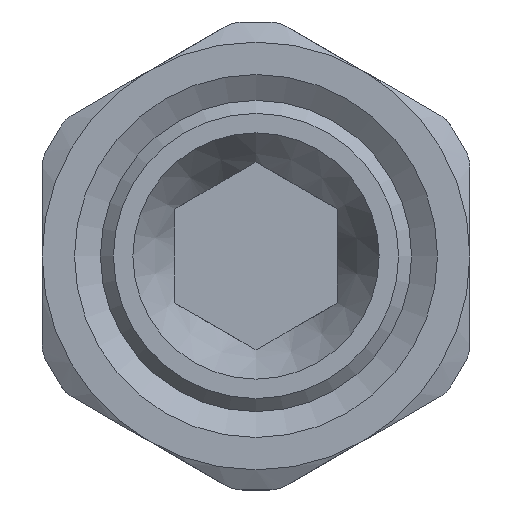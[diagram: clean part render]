
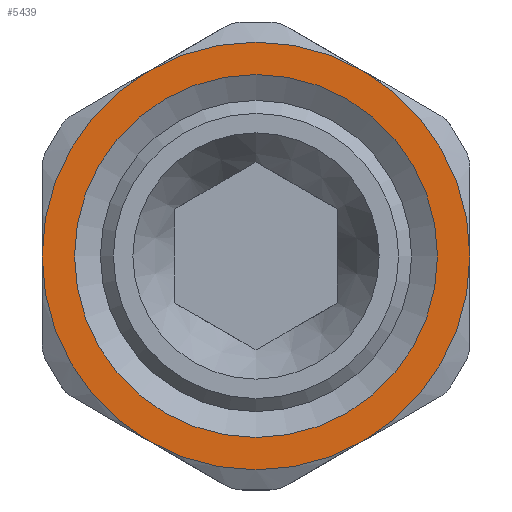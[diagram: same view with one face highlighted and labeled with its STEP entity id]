
A CAD part, front view. The second image highlights one B-rep face of the part: STEP entity #5439.
In plain terms, the highlighted planar face has unit normal (0, -1, 0).
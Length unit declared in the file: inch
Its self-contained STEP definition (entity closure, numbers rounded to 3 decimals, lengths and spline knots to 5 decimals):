
#499=FACE_BOUND('',#1200,.T.);
#560=PLANE('',#6010);
#852=FACE_OUTER_BOUND('',#1199,.T.);
#1199=EDGE_LOOP('',(#4404,#4405,#4406,#4407,#4408,#4409));
#1200=EDGE_LOOP('',(#4410));
#1914=CIRCLE('',#5955,0.7);
#1922=CIRCLE('',#5999,0.825);
#1923=CIRCLE('',#6001,0.825);
#1924=CIRCLE('',#6003,0.825);
#1925=CIRCLE('',#6005,0.825);
#1926=CIRCLE('',#6007,0.825);
#1927=CIRCLE('',#6009,0.825);
#2271=VERTEX_POINT('',#11769);
#2307=VERTEX_POINT('',#12019);
#2311=VERTEX_POINT('',#12037);
#2313=VERTEX_POINT('',#12047);
#2316=VERTEX_POINT('',#12068);
#2321=VERTEX_POINT('',#12102);
#2325=VERTEX_POINT('',#12142);
#2939=EDGE_CURVE('',#2271,#2271,#1914,.T.);
#3032=EDGE_CURVE('',#2325,#2307,#1922,.T.);
#3033=EDGE_CURVE('',#2311,#2325,#1923,.T.);
#3034=EDGE_CURVE('',#2321,#2311,#1924,.T.);
#3035=EDGE_CURVE('',#2316,#2321,#1925,.T.);
#3036=EDGE_CURVE('',#2313,#2316,#1926,.T.);
#3037=EDGE_CURVE('',#2307,#2313,#1927,.T.);
#4404=ORIENTED_EDGE('',*,*,#3034,.T.);
#4405=ORIENTED_EDGE('',*,*,#3033,.T.);
#4406=ORIENTED_EDGE('',*,*,#3032,.T.);
#4407=ORIENTED_EDGE('',*,*,#3037,.T.);
#4408=ORIENTED_EDGE('',*,*,#3036,.T.);
#4409=ORIENTED_EDGE('',*,*,#3035,.T.);
#4410=ORIENTED_EDGE('',*,*,#2939,.T.);
#5439=ADVANCED_FACE('',(#852,#499),#560,.T.);
#5955=AXIS2_PLACEMENT_3D('',#11771,#7090,#7091);
#5999=AXIS2_PLACEMENT_3D('',#12197,#7203,#7204);
#6001=AXIS2_PLACEMENT_3D('',#12199,#7207,#7208);
#6003=AXIS2_PLACEMENT_3D('',#12201,#7211,#7212);
#6005=AXIS2_PLACEMENT_3D('',#12203,#7215,#7216);
#6007=AXIS2_PLACEMENT_3D('',#12205,#7219,#7220);
#6009=AXIS2_PLACEMENT_3D('',#12207,#7223,#7224);
#6010=AXIS2_PLACEMENT_3D('',#12208,#7225,#7226);
#7090=DIRECTION('center_axis',(0.,1.,0.));
#7091=DIRECTION('ref_axis',(1.,0.,0.));
#7203=DIRECTION('center_axis',(0.,-1.,0.));
#7204=DIRECTION('ref_axis',(1.,0.,0.));
#7207=DIRECTION('center_axis',(0.,-1.,0.));
#7208=DIRECTION('ref_axis',(1.,0.,0.));
#7211=DIRECTION('center_axis',(0.,-1.,0.));
#7212=DIRECTION('ref_axis',(1.,0.,0.));
#7215=DIRECTION('center_axis',(0.,-1.,0.));
#7216=DIRECTION('ref_axis',(1.,0.,0.));
#7219=DIRECTION('center_axis',(0.,-1.,0.));
#7220=DIRECTION('ref_axis',(1.,0.,0.));
#7223=DIRECTION('center_axis',(0.,-1.,0.));
#7224=DIRECTION('ref_axis',(1.,0.,0.));
#7225=DIRECTION('center_axis',(0.,-1.,0.));
#7226=DIRECTION('ref_axis',(0.,0.,-1.));
#11769=CARTESIAN_POINT('',(-0.7,-2.07974,0.));
#11771=CARTESIAN_POINT('Origin',(0.,-2.07974,0.));
#12019=CARTESIAN_POINT('',(0.4125,-2.07974,-0.71447));
#12037=CARTESIAN_POINT('',(-0.825,-2.07974,0.));
#12047=CARTESIAN_POINT('',(0.825,-2.07974,0.));
#12068=CARTESIAN_POINT('',(0.4125,-2.07974,0.71447));
#12102=CARTESIAN_POINT('',(-0.4125,-2.07974,0.71447));
#12142=CARTESIAN_POINT('',(-0.4125,-2.07974,-0.71447));
#12197=CARTESIAN_POINT('Origin',(0.,-2.07974,0.));
#12199=CARTESIAN_POINT('Origin',(0.,-2.07974,0.));
#12201=CARTESIAN_POINT('Origin',(0.,-2.07974,0.));
#12203=CARTESIAN_POINT('Origin',(0.,-2.07974,0.));
#12205=CARTESIAN_POINT('Origin',(0.,-2.07974,0.));
#12207=CARTESIAN_POINT('Origin',(0.,-2.07974,0.));
#12208=CARTESIAN_POINT('Origin',(0.,-2.07974,
0.));
